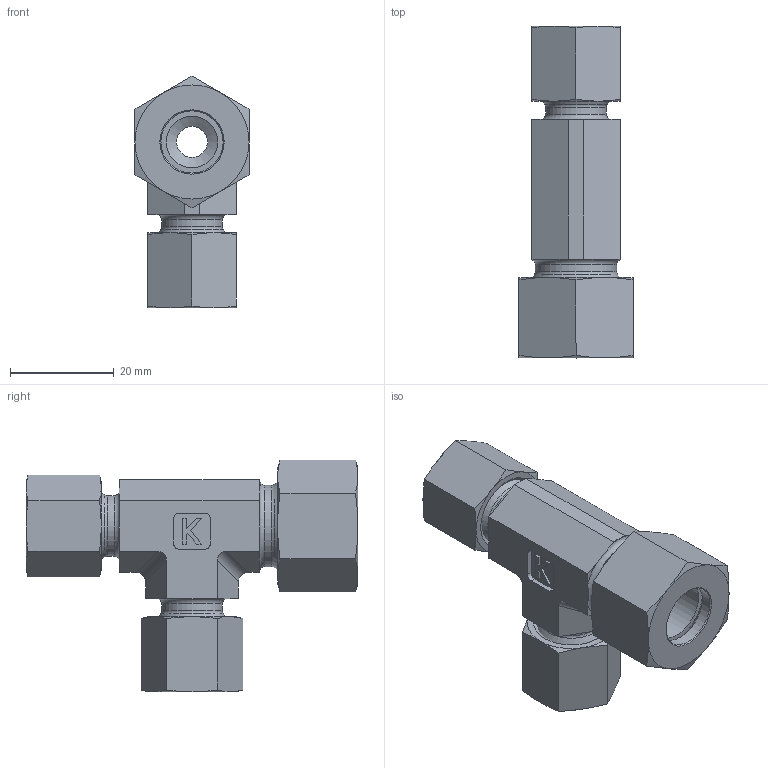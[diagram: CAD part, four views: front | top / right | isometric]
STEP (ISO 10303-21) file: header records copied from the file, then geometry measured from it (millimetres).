
FILE_DESCRIPTION((''),'2;1');
FILE_NAME('384120808.stp','2014-08-15T15:19:29',(''),('KNOMI spol. s r. o.'),'Autodesk Inventor 2012','Autodesk Inventor 2012','');
FILE_SCHEMA(('AUTOMOTIVE_DESIGN { 1 2 10303 214 0 1 1 1 }'));
Length unit declared in the file: millimetre
Products named in the file (6): TS2K 12/08/08L M18/M14/M14; 374 120808; 40108; 40112; 3910814; 3911218
Assembly tree (7 placements, depth 2):
  TS2K 12/08/08L M18/M14/M14
    374 120808
    40108  x2
    40112
    3910814  x2
    3911218
Bounding box: 22 x 64 x 44.7 mm (x, y, z)
Volume: 18431.4 mm3; surface area: 13556.1 mm2
Topology: 7 solids, 7 shells, 192 faces, 455 edges, 292 vertices
Faces by surface type: plane 79, cone 67, cylinder 37, torus 9
Full cylindrical faces by diameter (mm): 6 x2, 8 x6, 10 x3, 11.7 x2, 12 x5, 12.376 x2, 14 x2, 14.3 x1, 15.7 x1, 16 x1, 16.376 x1, 18 x1
Entity records: 4559 total; most frequent: CARTESIAN_POINT 885, DIRECTION 714, ORIENTED_EDGE 602, EDGE_CURVE 301, AXIS2_PLACEMENT_3D 290, EDGE_LOOP 230, VERTEX_POINT 215, STYLED_ITEM 170
